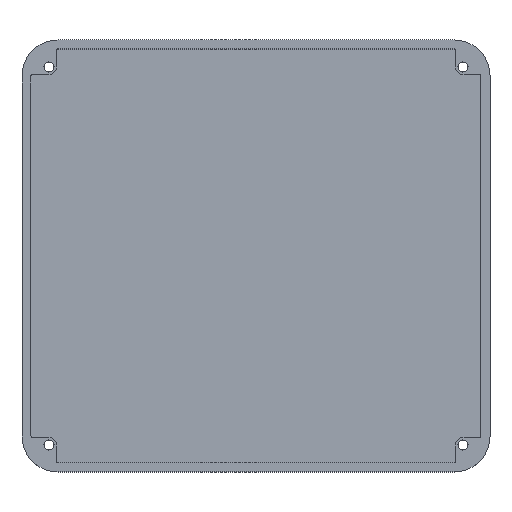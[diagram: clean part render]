
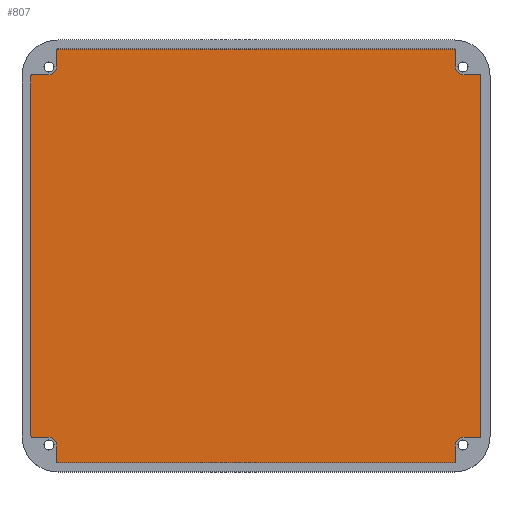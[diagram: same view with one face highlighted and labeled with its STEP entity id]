
A CAD part, top view. The second image highlights one B-rep face of the part: STEP entity #807.
In plain terms, the highlighted planar face has unit normal (0, 0, 1).
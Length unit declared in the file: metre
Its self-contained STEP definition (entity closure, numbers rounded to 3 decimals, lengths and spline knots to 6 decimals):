
#40=LINE('',#1239,#108);
#41=LINE('',#1243,#109);
#42=LINE('',#1247,#110);
#43=LINE('',#1251,#111);
#44=LINE('',#1255,#112);
#45=LINE('',#1259,#113);
#46=LINE('',#1263,#114);
#47=LINE('',#1267,#115);
#48=LINE('',#1271,#116);
#49=LINE('',#1275,#117);
#50=LINE('',#1279,#118);
#51=LINE('',#1283,#119);
#108=VECTOR('',#972,1.);
#109=VECTOR('',#975,1.);
#110=VECTOR('',#978,1.);
#111=VECTOR('',#981,1.);
#112=VECTOR('',#984,1.);
#113=VECTOR('',#987,1.);
#114=VECTOR('',#990,1.);
#115=VECTOR('',#993,1.);
#116=VECTOR('',#996,1.);
#117=VECTOR('',#999,1.);
#118=VECTOR('',#1002,1.);
#119=VECTOR('',#1005,1.);
#176=ORIENTED_EDGE('',*,*,#416,.T.);
#177=ORIENTED_EDGE('',*,*,#417,.T.);
#178=ORIENTED_EDGE('',*,*,#418,.T.);
#179=ORIENTED_EDGE('',*,*,#419,.F.);
#180=ORIENTED_EDGE('',*,*,#420,.T.);
#181=ORIENTED_EDGE('',*,*,#421,.T.);
#182=ORIENTED_EDGE('',*,*,#422,.T.);
#183=ORIENTED_EDGE('',*,*,#423,.T.);
#184=ORIENTED_EDGE('',*,*,#424,.T.);
#185=ORIENTED_EDGE('',*,*,#425,.F.);
#186=ORIENTED_EDGE('',*,*,#426,.T.);
#187=ORIENTED_EDGE('',*,*,#427,.T.);
#188=ORIENTED_EDGE('',*,*,#428,.T.);
#189=ORIENTED_EDGE('',*,*,#429,.T.);
#190=ORIENTED_EDGE('',*,*,#430,.T.);
#191=ORIENTED_EDGE('',*,*,#431,.F.);
#192=ORIENTED_EDGE('',*,*,#432,.T.);
#193=ORIENTED_EDGE('',*,*,#433,.F.);
#194=ORIENTED_EDGE('',*,*,#434,.F.);
#195=ORIENTED_EDGE('',*,*,#435,.T.);
#196=ORIENTED_EDGE('',*,*,#436,.F.);
#197=ORIENTED_EDGE('',*,*,#437,.F.);
#198=ORIENTED_EDGE('',*,*,#438,.F.);
#199=ORIENTED_EDGE('',*,*,#439,.F.);
#416=EDGE_CURVE('',#536,#537,#616,.T.);
#417=EDGE_CURVE('',#537,#538,#40,.T.);
#418=EDGE_CURVE('',#538,#539,#617,.F.);
#419=EDGE_CURVE('',#540,#539,#41,.T.);
#420=EDGE_CURVE('',#540,#541,#618,.T.);
#421=EDGE_CURVE('',#541,#542,#42,.T.);
#422=EDGE_CURVE('',#542,#543,#619,.T.);
#423=EDGE_CURVE('',#543,#544,#43,.T.);
#424=EDGE_CURVE('',#544,#545,#620,.F.);
#425=EDGE_CURVE('',#546,#545,#44,.T.);
#426=EDGE_CURVE('',#546,#547,#621,.T.);
#427=EDGE_CURVE('',#547,#548,#45,.T.);
#428=EDGE_CURVE('',#548,#549,#622,.T.);
#429=EDGE_CURVE('',#549,#550,#46,.T.);
#430=EDGE_CURVE('',#550,#551,#623,.F.);
#431=EDGE_CURVE('',#552,#551,#47,.T.);
#432=EDGE_CURVE('',#552,#553,#624,.T.);
#433=EDGE_CURVE('',#554,#553,#48,.T.);
#434=EDGE_CURVE('',#555,#554,#625,.F.);
#435=EDGE_CURVE('',#555,#556,#49,.T.);
#436=EDGE_CURVE('',#557,#556,#626,.T.);
#437=EDGE_CURVE('',#558,#557,#50,.T.);
#438=EDGE_CURVE('',#559,#558,#627,.F.);
#439=EDGE_CURVE('',#536,#559,#51,.T.);
#536=VERTEX_POINT('',#1237);
#537=VERTEX_POINT('',#1238);
#538=VERTEX_POINT('',#1240);
#539=VERTEX_POINT('',#1242);
#540=VERTEX_POINT('',#1244);
#541=VERTEX_POINT('',#1246);
#542=VERTEX_POINT('',#1248);
#543=VERTEX_POINT('',#1250);
#544=VERTEX_POINT('',#1252);
#545=VERTEX_POINT('',#1254);
#546=VERTEX_POINT('',#1256);
#547=VERTEX_POINT('',#1258);
#548=VERTEX_POINT('',#1260);
#549=VERTEX_POINT('',#1262);
#550=VERTEX_POINT('',#1264);
#551=VERTEX_POINT('',#1266);
#552=VERTEX_POINT('',#1268);
#553=VERTEX_POINT('',#1270);
#554=VERTEX_POINT('',#1272);
#555=VERTEX_POINT('',#1274);
#556=VERTEX_POINT('',#1276);
#557=VERTEX_POINT('',#1278);
#558=VERTEX_POINT('',#1280);
#559=VERTEX_POINT('',#1282);
#616=CIRCLE('',#868,0.0075);
#617=CIRCLE('',#869,0.002145);
#618=CIRCLE('',#870,0.0075);
#619=CIRCLE('',#871,0.0075);
#620=CIRCLE('',#872,0.002145);
#621=CIRCLE('',#873,0.0075);
#622=CIRCLE('',#874,0.0075);
#623=CIRCLE('',#875,0.002145);
#624=CIRCLE('',#876,0.0075);
#625=CIRCLE('',#877,0.0075);
#626=CIRCLE('',#878,0.002145);
#627=CIRCLE('',#879,0.0075);
#668=EDGE_LOOP('',(#176,#177,#178,#179,#180,#181,#182,#183,#184,#185,#186,
#187,#188,#189,#190,#191,#192,#193,#194,#195,#196,#197,#198,#199));
#728=FACE_BOUND('',#668,.T.);
#788=PLANE('',#867);
#807=ADVANCED_FACE('',(#728),#788,.T.);
#867=AXIS2_PLACEMENT_3D('',#1235,#968,#969);
#868=AXIS2_PLACEMENT_3D('',#1236,#970,#971);
#869=AXIS2_PLACEMENT_3D('',#1241,#973,#974);
#870=AXIS2_PLACEMENT_3D('',#1245,#976,#977);
#871=AXIS2_PLACEMENT_3D('',#1249,#979,#980);
#872=AXIS2_PLACEMENT_3D('',#1253,#982,#983);
#873=AXIS2_PLACEMENT_3D('',#1257,#985,#986);
#874=AXIS2_PLACEMENT_3D('',#1261,#988,#989);
#875=AXIS2_PLACEMENT_3D('',#1265,#991,#992);
#876=AXIS2_PLACEMENT_3D('',#1269,#994,#995);
#877=AXIS2_PLACEMENT_3D('',#1273,#997,#998);
#878=AXIS2_PLACEMENT_3D('',#1277,#1000,#1001);
#879=AXIS2_PLACEMENT_3D('',#1281,#1003,#1004);
#968=DIRECTION('',(0.,0.,1.));
#969=DIRECTION('',(1.,0.,0.));
#970=DIRECTION('',(0.,0.,1.));
#971=DIRECTION('',(1.,0.,0.));
#972=DIRECTION('',(0.,-1.,0.));
#973=DIRECTION('',(0.,0.,1.));
#974=DIRECTION('',(1.,0.,0.));
#975=DIRECTION('',(1.,0.,0.));
#976=DIRECTION('',(0.,0.,1.));
#977=DIRECTION('',(1.,0.,0.));
#978=DIRECTION('',(0.,-1.,0.));
#979=DIRECTION('',(0.,0.,1.));
#980=DIRECTION('',(1.,0.,0.));
#981=DIRECTION('',(1.,0.,0.));
#982=DIRECTION('',(0.,0.,1.));
#983=DIRECTION('',(1.,0.,0.));
#984=DIRECTION('',(0.,1.,0.));
#985=DIRECTION('',(0.,0.,1.));
#986=DIRECTION('',(1.,0.,0.));
#987=DIRECTION('',(1.,0.,0.));
#988=DIRECTION('',(0.,0.,1.));
#989=DIRECTION('',(1.,0.,0.));
#990=DIRECTION('',(0.,1.,0.));
#991=DIRECTION('',(0.,0.,1.));
#992=DIRECTION('',(1.,0.,0.));
#993=DIRECTION('',(-1.,0.,0.));
#994=DIRECTION('',(0.,0.,1.));
#995=DIRECTION('',(1.,0.,0.));
#996=DIRECTION('',(0.,-1.,0.));
#997=DIRECTION('',(0.,0.,1.));
#998=DIRECTION('',(1.,0.,0.));
#999=DIRECTION('',(-1.,0.,0.));
#1000=DIRECTION('',(0.,0.,1.));
#1001=DIRECTION('',(1.,0.,0.));
#1002=DIRECTION('',(0.,-1.,0.));
#1003=DIRECTION('',(0.,0.,1.));
#1004=DIRECTION('',(1.,0.,0.));
#1005=DIRECTION('',(1.,0.,0.));
#1235=CARTESIAN_POINT('',(0.,0.,0.0005));
#1236=CARTESIAN_POINT('',(-0.055,0.05,0.0005));
#1237=CARTESIAN_POINT('',(-0.055,0.0575,0.0005));
#1238=CARTESIAN_POINT('',(-0.055355,0.057492,0.0005));
#1239=CARTESIAN_POINT('',(-0.055355,0.054996,0.0005));
#1240=CARTESIAN_POINT('',(-0.055355,0.0525,0.0005));
#1241=CARTESIAN_POINT('',(-0.0575,0.0525,0.0005));
#1242=CARTESIAN_POINT('',(-0.0575,0.050355,0.0005));
#1243=CARTESIAN_POINT('',(-0.059996,0.050355,0.0005));
#1244=CARTESIAN_POINT('',(-0.062492,0.050355,0.0005));
#1245=CARTESIAN_POINT('',(-0.055,0.05,0.0005));
#1246=CARTESIAN_POINT('',(-0.0625,0.05,0.0005));
#1247=CARTESIAN_POINT('',(-0.0625,0.,0.0005));
#1248=CARTESIAN_POINT('',(-0.0625,-0.05,0.0005));
#1249=CARTESIAN_POINT('',(-0.055,-0.05,0.0005));
#1250=CARTESIAN_POINT('',(-0.062492,-0.050355,0.0005));
#1251=CARTESIAN_POINT('',(-0.059996,-0.050355,0.0005));
#1252=CARTESIAN_POINT('',(-0.0575,-0.050355,0.0005));
#1253=CARTESIAN_POINT('',(-0.0575,-0.0525,0.0005));
#1254=CARTESIAN_POINT('',(-0.055355,-0.0525,0.0005));
#1255=CARTESIAN_POINT('',(-0.055355,-0.054996,0.0005));
#1256=CARTESIAN_POINT('',(-0.055355,-0.057492,0.0005));
#1257=CARTESIAN_POINT('',(-0.055,-0.05,0.0005));
#1258=CARTESIAN_POINT('',(-0.055,-0.0575,0.0005));
#1259=CARTESIAN_POINT('',(0.,-0.0575,0.0005));
#1260=CARTESIAN_POINT('',(0.055,-0.0575,0.0005));
#1261=CARTESIAN_POINT('',(0.055,-0.05,0.0005));
#1262=CARTESIAN_POINT('',(0.055355,-0.057492,0.0005));
#1263=CARTESIAN_POINT('',(0.055355,-0.054996,0.0005));
#1264=CARTESIAN_POINT('',(0.055355,-0.0525,0.0005));
#1265=CARTESIAN_POINT('',(0.0575,-0.0525,0.0005));
#1266=CARTESIAN_POINT('',(0.0575,-0.050355,0.0005));
#1267=CARTESIAN_POINT('',(0.059996,-0.050355,0.0005));
#1268=CARTESIAN_POINT('',(0.062492,-0.050355,0.0005));
#1269=CARTESIAN_POINT('',(0.055,-0.05,0.0005));
#1270=CARTESIAN_POINT('',(0.0625,-0.05,0.0005));
#1271=CARTESIAN_POINT('',(0.0625,0.,0.0005));
#1272=CARTESIAN_POINT('',(0.0625,0.05,0.0005));
#1273=CARTESIAN_POINT('',(0.055,0.05,0.0005));
#1274=CARTESIAN_POINT('',(0.062492,0.050355,0.0005));
#1275=CARTESIAN_POINT('',(0.059996,0.050355,0.0005));
#1276=CARTESIAN_POINT('',(0.0575,0.050355,0.0005));
#1277=CARTESIAN_POINT('',(0.0575,0.0525,0.0005));
#1278=CARTESIAN_POINT('',(0.055355,0.0525,0.0005));
#1279=CARTESIAN_POINT('',(0.055355,0.054996,0.0005));
#1280=CARTESIAN_POINT('',(0.055355,0.057492,0.0005));
#1281=CARTESIAN_POINT('',(0.055,0.05,0.0005));
#1282=CARTESIAN_POINT('',(0.055,0.0575,0.0005));
#1283=CARTESIAN_POINT('',(0.,0.0575,0.0005));
